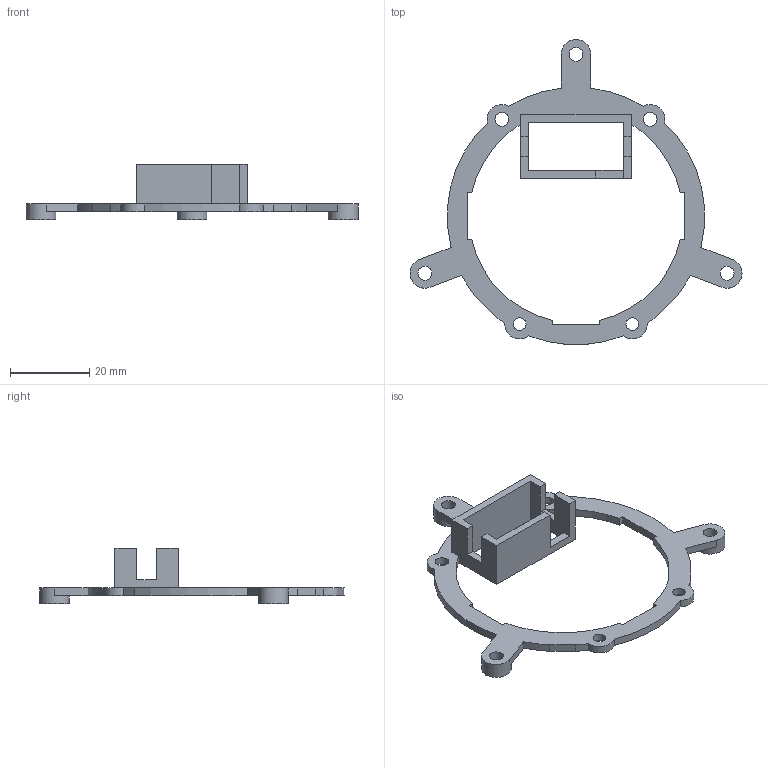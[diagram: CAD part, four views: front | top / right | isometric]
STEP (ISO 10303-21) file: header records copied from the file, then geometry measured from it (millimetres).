
FILE_DESCRIPTION(/* description */ (''),/* implementation_level */ '2;1');
FILE_NAME(/* name */ '5th_frame.step',/* time_stamp */ '2025-07-15T14:50:55+09:00',/* author */ (''),/* organization */ (''),/* preprocessor_version */ 'ST-DEVELOPER v20.1',/* originating_system */ 'Autodesk Translation Framework v14.10.0.0',/* authorisation */ '');
FILE_SCHEMA (('AUTOMOTIVE_DESIGN { 1 0 10303 214 3 1 1 }'));
Length unit declared in the file: millimetre
Products named in the file (1): ToF固定具2
Bounding box: 83.79 x 76.95 x 14 mm (x, y, z)
Volume: 4310.7 mm3; surface area: 5662 mm2
Topology: 1 solids, 1 shells, 78 faces, 228 edges, 151 vertices
Faces by surface type: plane 47, cylinder 31
Full cylindrical faces by diameter (mm): 3.2 x2, 3.5 x5, 7.5 x3
Entity records: 2669 total; most frequent: CARTESIAN_POINT 458, ORIENTED_EDGE 456, DIRECTION 451, EDGE_CURVE 228, LINE 163, VECTOR 163, VERTEX_POINT 151, AXIS2_PLACEMENT_3D 144
